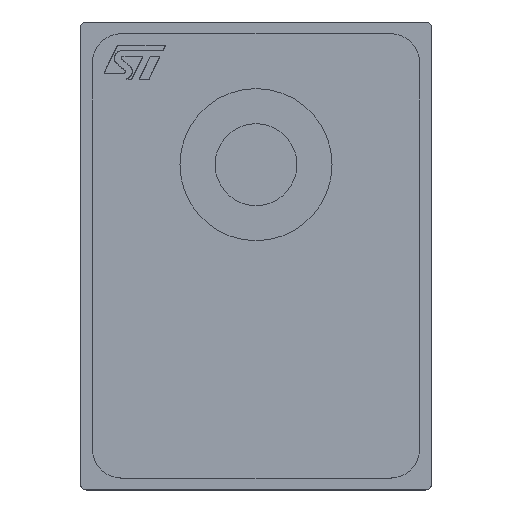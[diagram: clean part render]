
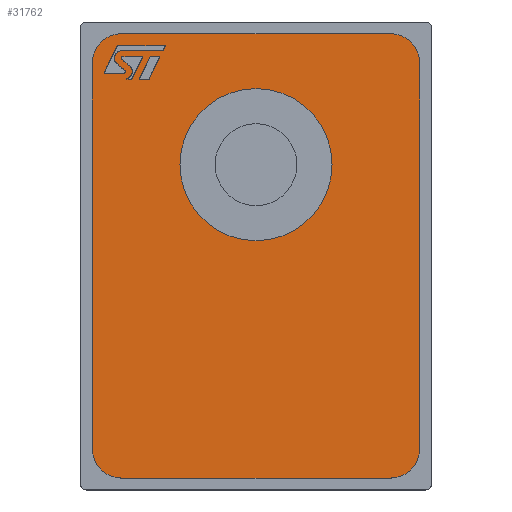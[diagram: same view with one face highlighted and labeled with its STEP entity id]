
A CAD part, top view. The second image highlights one B-rep face of the part: STEP entity #31762.
In plain terms, the highlighted planar face has unit normal (0, 0, 1).
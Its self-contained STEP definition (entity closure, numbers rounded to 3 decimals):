
#952=FACE_BOUND('',#4117,.T.);
#1081=PLANE('',#33671);
#2431=FACE_OUTER_BOUND('',#4116,.T.);
#4116=EDGE_LOOP('',(#22166,#22167,#22168,#22169,#22170,#22171,#22172,#22173));
#4117=EDGE_LOOP('',(#22174));
#5817=LINE('',#42161,#9938);
#5821=LINE('',#42173,#9942);
#5825=LINE('',#42185,#9946);
#5828=LINE('',#42194,#9949);
#9938=VECTOR('',#35149,1.);
#9942=VECTOR('',#35161,1.);
#9946=VECTOR('',#35173,1.);
#9949=VECTOR('',#35184,1.);
#14058=CIRCLE('',#33654,0.65);
#14060=CIRCLE('',#33657,0.25);
#14062=CIRCLE('',#33661,0.25);
#14064=CIRCLE('',#33665,0.25);
#14066=CIRCLE('',#33669,0.25);
#14114=VERTEX_POINT('',#42144);
#14115=VERTEX_POINT('',#42148);
#14118=VERTEX_POINT('',#42153);
#14120=VERTEX_POINT('',#42159);
#14122=VERTEX_POINT('',#42165);
#14124=VERTEX_POINT('',#42171);
#14126=VERTEX_POINT('',#42177);
#14128=VERTEX_POINT('',#42183);
#14130=VERTEX_POINT('',#42189);
#17320=EDGE_CURVE('',#14114,#14114,#14058,.T.);
#17324=EDGE_CURVE('',#14115,#14118,#14060,.T.);
#17327=EDGE_CURVE('',#14118,#14120,#5817,.T.);
#17330=EDGE_CURVE('',#14120,#14122,#14062,.T.);
#17333=EDGE_CURVE('',#14122,#14124,#5821,.T.);
#17336=EDGE_CURVE('',#14124,#14126,#14064,.T.);
#17339=EDGE_CURVE('',#14126,#14128,#5825,.T.);
#17342=EDGE_CURVE('',#14128,#14130,#14066,.T.);
#17344=EDGE_CURVE('',#14130,#14115,#5828,.T.);
#22166=ORIENTED_EDGE('',*,*,#17324,.T.);
#22167=ORIENTED_EDGE('',*,*,#17327,.T.);
#22168=ORIENTED_EDGE('',*,*,#17330,.T.);
#22169=ORIENTED_EDGE('',*,*,#17333,.T.);
#22170=ORIENTED_EDGE('',*,*,#17336,.T.);
#22171=ORIENTED_EDGE('',*,*,#17339,.T.);
#22172=ORIENTED_EDGE('',*,*,#17342,.T.);
#22173=ORIENTED_EDGE('',*,*,#17344,.T.);
#22174=ORIENTED_EDGE('',*,*,#17320,.F.);
#31762=ADVANCED_FACE('',(#2431,#952),#1081,.T.);
#33654=AXIS2_PLACEMENT_3D('',#42146,#35135,#35136);
#33657=AXIS2_PLACEMENT_3D('',#42155,#35143,#35144);
#33661=AXIS2_PLACEMENT_3D('',#42167,#35155,#35156);
#33665=AXIS2_PLACEMENT_3D('',#42179,#35167,#35168);
#33669=AXIS2_PLACEMENT_3D('',#42191,#35179,#35180);
#33671=AXIS2_PLACEMENT_3D('',#42195,#35185,#35186);
#35135=DIRECTION('center_axis',(0.,0.,1.));
#35136=DIRECTION('ref_axis',(1.,0.,0.));
#35143=DIRECTION('center_axis',(0.,0.,1.));
#35144=DIRECTION('ref_axis',(1.,0.,0.));
#35149=DIRECTION('',(1.,0.,0.));
#35155=DIRECTION('center_axis',(0.,0.,1.));
#35156=DIRECTION('ref_axis',(1.,0.,0.));
#35161=DIRECTION('',(0.,1.,0.));
#35167=DIRECTION('center_axis',(0.,0.,1.));
#35168=DIRECTION('ref_axis',(-1.,0.,0.));
#35173=DIRECTION('',(-1.,0.,0.));
#35179=DIRECTION('center_axis',(0.,0.,1.));
#35180=DIRECTION('ref_axis',(1.,0.,0.));
#35184=DIRECTION('',(0.,-1.,0.));
#35185=DIRECTION('center_axis',(0.,0.,1.));
#35186=DIRECTION('ref_axis',(1.,0.,0.));
#42144=CARTESIAN_POINT('',(-0.65,0.78,1.1));
#42146=CARTESIAN_POINT('Origin',(0.,0.78,1.1));
#42148=CARTESIAN_POINT('',(-1.4,-1.65,1.1));
#42153=CARTESIAN_POINT('',(-1.15,-1.9,1.1));
#42155=CARTESIAN_POINT('Origin',(-1.15,-1.65,1.1));
#42159=CARTESIAN_POINT('',(1.15,-1.9,1.1));
#42161=CARTESIAN_POINT('',(-1.15,-1.9,1.1));
#42165=CARTESIAN_POINT('',(1.4,-1.65,1.1));
#42167=CARTESIAN_POINT('Origin',(1.15,-1.65,1.1));
#42171=CARTESIAN_POINT('',(1.4,1.65,1.1));
#42173=CARTESIAN_POINT('',(1.4,1.65,1.1));
#42177=CARTESIAN_POINT('',(1.15,1.9,1.1));
#42179=CARTESIAN_POINT('Origin',(1.15,1.65,1.1));
#42183=CARTESIAN_POINT('',(-1.15,1.9,1.1));
#42185=CARTESIAN_POINT('',(-1.15,1.9,1.1));
#42189=CARTESIAN_POINT('',(-1.4,1.65,1.1));
#42191=CARTESIAN_POINT('Origin',(-1.15,1.65,1.1));
#42194=CARTESIAN_POINT('',(-1.4,1.65,1.1));
#42195=CARTESIAN_POINT('Origin',(-1.15,-1.65,1.1));
